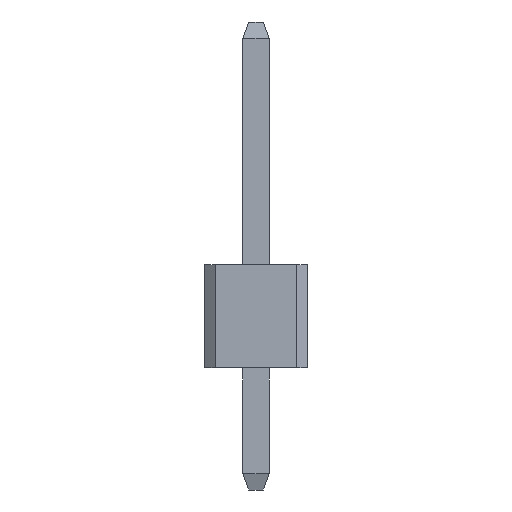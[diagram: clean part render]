
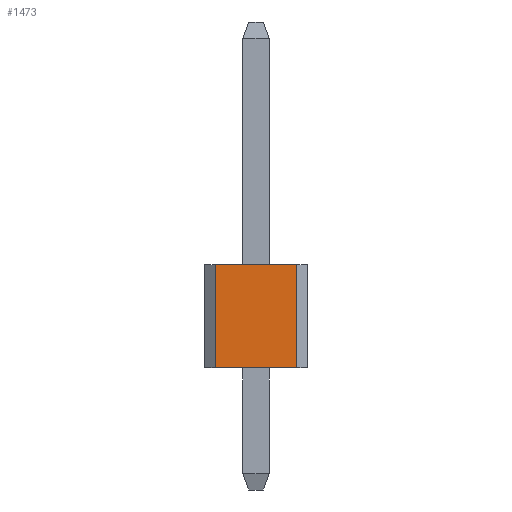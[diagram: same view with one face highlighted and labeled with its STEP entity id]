
A CAD part, front view. The second image highlights one B-rep face of the part: STEP entity #1473.
In plain terms, the highlighted planar face has unit normal (0, -1, 0).
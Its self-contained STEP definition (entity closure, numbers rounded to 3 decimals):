
#11 = VERTEX_POINT ( 'NONE', #1187 ) ;
#14 = CARTESIAN_POINT ( 'NONE',  ( 1., -1.27, 3. ) ) ;
#47 = EDGE_CURVE ( 'NONE', #210, #11, #1458, .T. ) ;
#58 = LINE ( 'NONE', #1341, #658 ) ;
#91 = DIRECTION ( 'NONE',  ( 0., 0., -1. ) ) ;
#100 = VECTOR ( 'NONE', #749, 1000. ) ;
#150 = EDGE_CURVE ( 'NONE', #707, #480, #1086, .T. ) ;
#175 = FACE_OUTER_BOUND ( 'NONE', #258, .T. ) ;
#210 = VERTEX_POINT ( 'NONE', #1350 ) ;
#220 = ORIENTED_EDGE ( 'NONE', *, *, #289, .T. ) ;
#243 = ORIENTED_EDGE ( 'NONE', *, *, #516, .F. ) ;
#258 = EDGE_LOOP ( 'NONE', ( #382, #243, #700, #220 ) ) ;
#287 = VECTOR ( 'NONE', #314, 1000. ) ;
#289 = EDGE_CURVE ( 'NONE', #11, #480, #331, .T. ) ;
#314 = DIRECTION ( 'NONE',  ( 0., 0., -1. ) ) ;
#331 = LINE ( 'NONE', #696, #287 ) ;
#382 = ORIENTED_EDGE ( 'NONE', *, *, #150, .F. ) ;
#431 = CARTESIAN_POINT ( 'NONE',  ( -1., -1.27, 5.54 ) ) ;
#480 = VERTEX_POINT ( 'NONE', #889 ) ;
#516 = EDGE_CURVE ( 'NONE', #210, #707, #58, .T. ) ;
#654 = CARTESIAN_POINT ( 'NONE',  ( -1., -1.27, 3. ) ) ;
#658 = VECTOR ( 'NONE', #1231, 1000. ) ;
#696 = CARTESIAN_POINT ( 'NONE',  ( -1., -1.27, 5.54 ) ) ;
#700 = ORIENTED_EDGE ( 'NONE', *, *, #47, .T. ) ;
#707 = VERTEX_POINT ( 'NONE', #14 ) ;
#749 = DIRECTION ( 'NONE',  ( -1., 0., 0. ) ) ;
#889 = CARTESIAN_POINT ( 'NONE',  ( -1., -1.27, 3. ) ) ;
#1086 = LINE ( 'NONE', #654, #1236 ) ;
#1115 = DIRECTION ( 'NONE',  ( 0., -1., 0. ) ) ;
#1187 = CARTESIAN_POINT ( 'NONE',  ( -1., -1.27, 5.54 ) ) ;
#1231 = DIRECTION ( 'NONE',  ( 0., 0., -1. ) ) ;
#1236 = VECTOR ( 'NONE', #1241, 1000. ) ;
#1241 = DIRECTION ( 'NONE',  ( -1., 0., 0. ) ) ;
#1266 = CARTESIAN_POINT ( 'NONE',  ( -1., -1.27, 5.54 ) ) ;
#1287 = AXIS2_PLACEMENT_3D ( 'NONE', #1266, #1115, #91 ) ;
#1341 = CARTESIAN_POINT ( 'NONE',  ( 1., -1.27, 5.54 ) ) ;
#1350 = CARTESIAN_POINT ( 'NONE',  ( 1., -1.27, 5.54 ) ) ;
#1458 = LINE ( 'NONE', #431, #100 ) ;
#1471 = PLANE ( 'NONE',  #1287 ) ;
#1473 = ADVANCED_FACE ( 'NONE', ( #175 ), #1471, .T. ) ;
